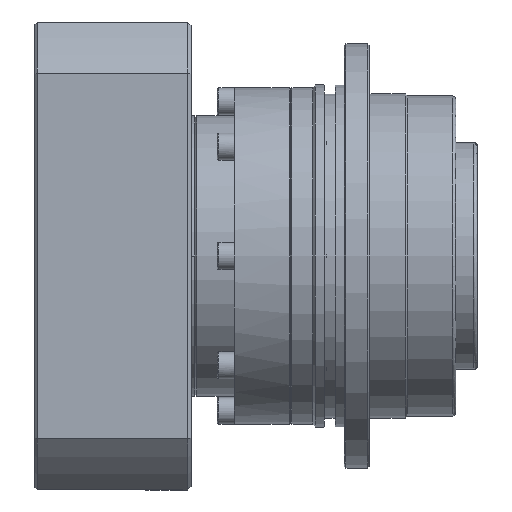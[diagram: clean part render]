
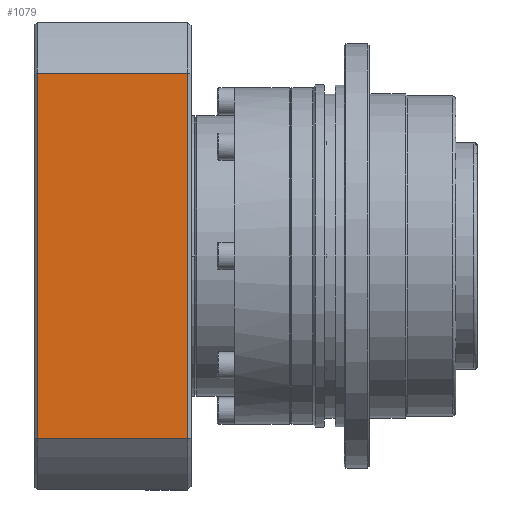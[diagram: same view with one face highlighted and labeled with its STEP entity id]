
A CAD part, front view. The second image highlights one B-rep face of the part: STEP entity #1079.
In plain terms, the highlighted face is planar.
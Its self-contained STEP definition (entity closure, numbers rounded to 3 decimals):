
#128 = CARTESIAN_POINT ( 'NONE',  ( -65., 50.806, 46.2 ) ) ;
#1079 = ADVANCED_FACE ( 'NONE', ( #4815 ), #19845, .F. ) ;
#1515 = EDGE_CURVE ( 'NONE', #18611, #7425, #2139, .T. ) ;
#2139 = LINE ( 'NONE', #128, #6632 ) ;
#2726 = CARTESIAN_POINT ( 'NONE',  ( -65., -50.806, 4.5 ) ) ;
#4360 = EDGE_CURVE ( 'NONE', #15199, #8574, #18796, .T. ) ;
#4815 = FACE_OUTER_BOUND ( 'NONE', #20273, .T. ) ;
#4856 = VECTOR ( 'NONE', #11423, 1000. ) ;
#6198 = ORIENTED_EDGE ( 'NONE', *, *, #21776, .F. ) ;
#6632 = VECTOR ( 'NONE', #21332, 1000. ) ;
#6876 = DIRECTION ( 'NONE',  ( 0., 0., -1. ) ) ;
#7425 = VERTEX_POINT ( 'NONE', #17282 ) ;
#8574 = VERTEX_POINT ( 'NONE', #20461 ) ;
#9052 = ORIENTED_EDGE ( 'NONE', *, *, #4360, .F. ) ;
#9185 = EDGE_CURVE ( 'NONE', #7425, #15199, #11344, .T. ) ;
#9830 = ORIENTED_EDGE ( 'NONE', *, *, #1515, .F. ) ;
#10018 = CARTESIAN_POINT ( 'NONE',  ( -65., 50.806, 47. ) ) ;
#10784 = VECTOR ( 'NONE', #6876, 1000. ) ;
#11344 = LINE ( 'NONE', #19136, #10784 ) ;
#11423 = DIRECTION ( 'NONE',  ( 0., 1., 0. ) ) ;
#11742 = CARTESIAN_POINT ( 'NONE',  ( -65., 25.403, 4.5 ) ) ;
#13672 = DIRECTION ( 'NONE',  ( 0., 1., 0. ) ) ;
#13977 = DIRECTION ( 'NONE',  ( 1., 0., 0. ) ) ;
#14389 = CARTESIAN_POINT ( 'NONE',  ( -65., 50.806, 47. ) ) ;
#15199 = VERTEX_POINT ( 'NONE', #2726 ) ;
#16033 = ORIENTED_EDGE ( 'NONE', *, *, #9185, .F. ) ;
#17016 = CARTESIAN_POINT ( 'NONE',  ( -65., 50.806, 46.2 ) ) ;
#17261 = AXIS2_PLACEMENT_3D ( 'NONE', #14389, #13977, #13672 ) ;
#17282 = CARTESIAN_POINT ( 'NONE',  ( -65., -50.806, 46.2 ) ) ;
#17924 = LINE ( 'NONE', #10018, #22034 ) ;
#18611 = VERTEX_POINT ( 'NONE', #17016 ) ;
#18796 = LINE ( 'NONE', #11742, #4856 ) ;
#19136 = CARTESIAN_POINT ( 'NONE',  ( -65., -50.806, 0. ) ) ;
#19845 = PLANE ( 'NONE',  #17261 ) ;
#20273 = EDGE_LOOP ( 'NONE', ( #16033, #9830, #6198, #9052 ) ) ;
#20461 = CARTESIAN_POINT ( 'NONE',  ( -65., 50.806, 4.5 ) ) ;
#21332 = DIRECTION ( 'NONE',  ( 0., -1., 0. ) ) ;
#21776 = EDGE_CURVE ( 'NONE', #8574, #18611, #17924, .T. ) ;
#22034 = VECTOR ( 'NONE', #22182, 1000. ) ;
#22182 = DIRECTION ( 'NONE',  ( 0., 0., 1. ) ) ;
